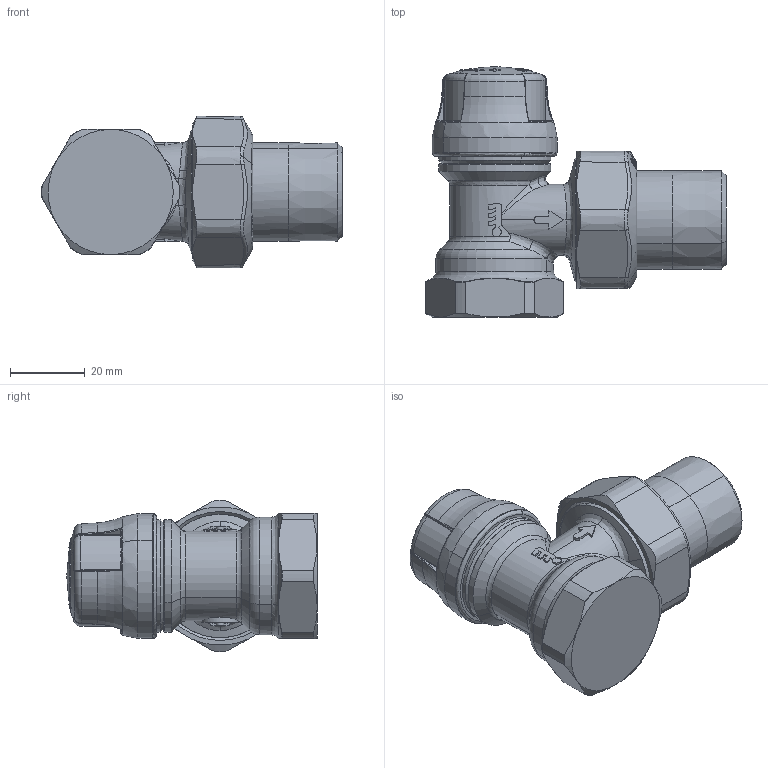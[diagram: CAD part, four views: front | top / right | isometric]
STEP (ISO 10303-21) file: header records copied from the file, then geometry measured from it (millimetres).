
FILE_DESCRIPTION(('CATIA V5 STEP Exchange'),'2;1');
FILE_NAME('STEP_220500_-_TST.stp','2019-08-27T06:02:45+00:00',('none'),('none'),'CATIA Version 5-6 Release 2016 SP4','CATIA V5 STEP AP203','none');
FILE_SCHEMA(('CONFIG_CONTROL_DESIGN'));
Products named in the file (1): 220500_ALLCATPART
Bounding box: 80.49 x 67 x 40.67 mm (x, y, z)
Volume: 81655.2 mm3; surface area: 14388.6 mm2
Topology: 1 solids, 1 shells, 899 faces, 2236 edges, 1297 vertices
Faces by surface type: bspline 472, plane 155, cone 67, sphere 67, cylinder 56, extrusion 51, torus 31
Entity records: 46576 total; most frequent: CARTESIAN_POINT 30886, ORIENTED_EDGE 4352, EDGE_CURVE 2176, B_SPLINE_CURVE_WITH_KNOTS 1626, VERTEX_POINT 1297, DIRECTION 1168, EDGE_LOOP 917, ADVANCED_FACE 899
